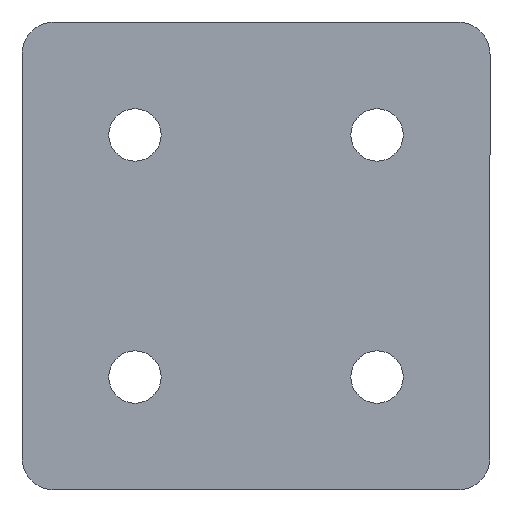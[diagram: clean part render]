
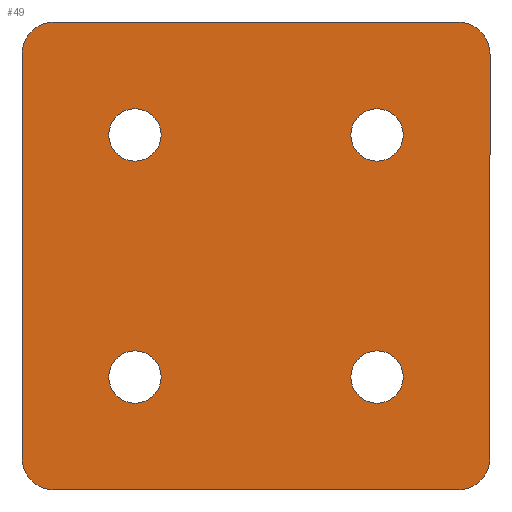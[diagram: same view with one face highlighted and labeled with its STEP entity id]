
A CAD part, front view. The second image highlights one B-rep face of the part: STEP entity #49.
In plain terms, the highlighted planar face has unit normal (0, -1, 0).
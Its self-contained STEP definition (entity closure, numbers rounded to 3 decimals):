
#2 = DIRECTION ( 'NONE',  ( 0., 1., 0. ) ) ;
#10 = DIRECTION ( 'NONE',  ( 0., 0., -1. ) ) ;
#25 = AXIS2_PLACEMENT_3D ( 'NONE', #473, #378, #573 ) ;
#31 = EDGE_CURVE ( 'NONE', #262, #286, #494, .T. ) ;
#34 = AXIS2_PLACEMENT_3D ( 'NONE', #374, #568, #230 ) ;
#37 = ORIENTED_EDGE ( 'NONE', *, *, #390, .T. ) ;
#41 = DIRECTION ( 'NONE',  ( 0., 0., 1. ) ) ;
#45 = ORIENTED_EDGE ( 'NONE', *, *, #358, .T. ) ;
#48 = VERTEX_POINT ( 'NONE', #576 ) ;
#49 = ADVANCED_FACE ( 'NONE', ( #55, #161, #454, #199, #355 ), #112, .T. ) ;
#55 = FACE_BOUND ( 'NONE', #506, .T. ) ;
#56 = VERTEX_POINT ( 'NONE', #249 ) ;
#66 = ORIENTED_EDGE ( 'NONE', *, *, #519, .F. ) ;
#72 = CIRCLE ( 'NONE', #150, 1.625 ) ;
#85 = AXIS2_PLACEMENT_3D ( 'NONE', #372, #603, #10 ) ;
#91 = DIRECTION ( 'NONE',  ( 0., 1., 0. ) ) ;
#92 = EDGE_CURVE ( 'NONE', #106, #159, #354, .T. ) ;
#96 = LINE ( 'NONE', #527, #215 ) ;
#97 = VERTEX_POINT ( 'NONE', #444 ) ;
#106 = VERTEX_POINT ( 'NONE', #551 ) ;
#111 = CARTESIAN_POINT ( 'NONE',  ( 14.5, 0., 22. ) ) ;
#112 = PLANE ( 'NONE',  #466 ) ;
#123 = CARTESIAN_POINT ( 'NONE',  ( 14.5, 0., -5. ) ) ;
#127 = AXIS2_PLACEMENT_3D ( 'NONE', #166, #203, #210 ) ;
#128 = CARTESIAN_POINT ( 'NONE',  ( 12.5, 0., -5. ) ) ;
#138 = CIRCLE ( 'NONE', #127, 2. ) ;
#145 = DIRECTION ( 'NONE',  ( 0., 0., -1. ) ) ;
#148 = CARTESIAN_POINT ( 'NONE',  ( -7.5, 0., 0. ) ) ;
#150 = AXIS2_PLACEMENT_3D ( 'NONE', #539, #2, #205 ) ;
#154 = DIRECTION ( 'NONE',  ( 0., 0., 1. ) ) ;
#155 = CARTESIAN_POINT ( 'NONE',  ( -7.5, 0., -1.625 ) ) ;
#156 = CARTESIAN_POINT ( 'NONE',  ( 14.5, 0., 20. ) ) ;
#159 = VERTEX_POINT ( 'NONE', #155 ) ;
#161 = FACE_BOUND ( 'NONE', #484, .T. ) ;
#163 = CIRCLE ( 'NONE', #511, 2. ) ;
#166 = CARTESIAN_POINT ( 'NONE',  ( 12.5, 0., 20. ) ) ;
#169 = CARTESIAN_POINT ( 'NONE',  ( 7.5, 0., 0. ) ) ;
#171 = CARTESIAN_POINT ( 'NONE',  ( -12.5, 0., 22. ) ) ;
#178 = ORIENTED_EDGE ( 'NONE', *, *, #31, .T. ) ;
#184 = AXIS2_PLACEMENT_3D ( 'NONE', #375, #91, #377 ) ;
#199 = FACE_BOUND ( 'NONE', #436, .T. ) ;
#203 = DIRECTION ( 'NONE',  ( 0., -1., 0. ) ) ;
#205 = DIRECTION ( 'NONE',  ( 0., 0., 1. ) ) ;
#210 = DIRECTION ( 'NONE',  ( 0., 0., -1. ) ) ;
#215 = VECTOR ( 'NONE', #328, 1000. ) ;
#218 = EDGE_CURVE ( 'NONE', #305, #600, #317, .T. ) ;
#224 = AXIS2_PLACEMENT_3D ( 'NONE', #169, #257, #311 ) ;
#227 = AXIS2_PLACEMENT_3D ( 'NONE', #263, #496, #403 ) ;
#230 = DIRECTION ( 'NONE',  ( 0., 0., 1. ) ) ;
#234 = CARTESIAN_POINT ( 'NONE',  ( 14.5, 0., -7. ) ) ;
#240 = VECTOR ( 'NONE', #370, 1000. ) ;
#242 = DIRECTION ( 'NONE',  ( 0., 1., 0. ) ) ;
#249 = CARTESIAN_POINT ( 'NONE',  ( 7.5, 0., 1.625 ) ) ;
#257 = DIRECTION ( 'NONE',  ( 0., 1., 0. ) ) ;
#262 = VERTEX_POINT ( 'NONE', #362 ) ;
#263 = CARTESIAN_POINT ( 'NONE',  ( -7.5, 0., 0. ) ) ;
#264 = VERTEX_POINT ( 'NONE', #123 ) ;
#270 = ORIENTED_EDGE ( 'NONE', *, *, #609, .T. ) ;
#280 = CARTESIAN_POINT ( 'NONE',  ( 12.5, 0., -7. ) ) ;
#286 = VERTEX_POINT ( 'NONE', #418 ) ;
#288 = CARTESIAN_POINT ( 'NONE',  ( -12.5, 0., -5. ) ) ;
#290 = CARTESIAN_POINT ( 'NONE',  ( -14.5, 0., 20. ) ) ;
#291 = ORIENTED_EDGE ( 'NONE', *, *, #458, .T. ) ;
#292 = EDGE_CURVE ( 'NONE', #305, #536, #585, .T. ) ;
#300 = EDGE_CURVE ( 'NONE', #490, #264, #163, .T. ) ;
#305 = VERTEX_POINT ( 'NONE', #171 ) ;
#307 = DIRECTION ( 'NONE',  ( 0., -1., 0. ) ) ;
#311 = DIRECTION ( 'NONE',  ( 0., 0., 1. ) ) ;
#312 = ORIENTED_EDGE ( 'NONE', *, *, #300, .T. ) ;
#317 = LINE ( 'NONE', #501, #240 ) ;
#323 = CIRCLE ( 'NONE', #34, 1.625 ) ;
#324 = CIRCLE ( 'NONE', #492, 1.625 ) ;
#327 = EDGE_CURVE ( 'NONE', #528, #48, #323, .T. ) ;
#328 = DIRECTION ( 'NONE',  ( 0., 0., 1. ) ) ;
#329 = CARTESIAN_POINT ( 'NONE',  ( 7.5, 0., 0. ) ) ;
#333 = VECTOR ( 'NONE', #424, 1000. ) ;
#336 = CARTESIAN_POINT ( 'NONE',  ( -12.5, 0., -7. ) ) ;
#337 = ORIENTED_EDGE ( 'NONE', *, *, #631, .T. ) ;
#341 = CIRCLE ( 'NONE', #351, 2. ) ;
#347 = DIRECTION ( 'NONE',  ( 0., 1., 0. ) ) ;
#351 = AXIS2_PLACEMENT_3D ( 'NONE', #288, #482, #145 ) ;
#354 = CIRCLE ( 'NONE', #227, 1.625 ) ;
#355 = FACE_OUTER_BOUND ( 'NONE', #634, .T. ) ;
#357 = ORIENTED_EDGE ( 'NONE', *, *, #327, .T. ) ;
#358 = EDGE_CURVE ( 'NONE', #48, #528, #72, .T. ) ;
#362 = CARTESIAN_POINT ( 'NONE',  ( -7.5, 0., 13.375 ) ) ;
#370 = DIRECTION ( 'NONE',  ( 1., 0., 0. ) ) ;
#372 = CARTESIAN_POINT ( 'NONE',  ( -12.5, 0., 20. ) ) ;
#374 = CARTESIAN_POINT ( 'NONE',  ( 7.5, 0., 15. ) ) ;
#375 = CARTESIAN_POINT ( 'NONE',  ( -7.5, 0., 15. ) ) ;
#377 = DIRECTION ( 'NONE',  ( 0., 0., 1. ) ) ;
#378 = DIRECTION ( 'NONE',  ( 0., 1., 0. ) ) ;
#386 = CARTESIAN_POINT ( 'NONE',  ( 12.5, 0., 22. ) ) ;
#390 = EDGE_CURVE ( 'NONE', #97, #56, #555, .T. ) ;
#391 = CIRCLE ( 'NONE', #184, 1.625 ) ;
#393 = ORIENTED_EDGE ( 'NONE', *, *, #503, .T. ) ;
#395 = LINE ( 'NONE', #111, #533 ) ;
#403 = DIRECTION ( 'NONE',  ( 0., 0., 1. ) ) ;
#407 = DIRECTION ( 'NONE',  ( 0., -1., 0. ) ) ;
#410 = VERTEX_POINT ( 'NONE', #156 ) ;
#418 = CARTESIAN_POINT ( 'NONE',  ( -7.5, 0., 16.625 ) ) ;
#424 = DIRECTION ( 'NONE',  ( -1., 0., 0. ) ) ;
#434 = ORIENTED_EDGE ( 'NONE', *, *, #571, .T. ) ;
#436 = EDGE_LOOP ( 'NONE', ( #531, #270 ) ) ;
#444 = CARTESIAN_POINT ( 'NONE',  ( 7.5, 0., -1.625 ) ) ;
#454 = FACE_BOUND ( 'NONE', #602, .T. ) ;
#458 = EDGE_CURVE ( 'NONE', #56, #97, #586, .T. ) ;
#465 = AXIS2_PLACEMENT_3D ( 'NONE', #329, #242, #41 ) ;
#466 = AXIS2_PLACEMENT_3D ( 'NONE', #547, #307, #635 ) ;
#468 = VERTEX_POINT ( 'NONE', #336 ) ;
#473 = CARTESIAN_POINT ( 'NONE',  ( -7.5, 0., 15. ) ) ;
#482 = DIRECTION ( 'NONE',  ( 0., -1., 0. ) ) ;
#484 = EDGE_LOOP ( 'NONE', ( #434, #178 ) ) ;
#490 = VERTEX_POINT ( 'NONE', #280 ) ;
#492 = AXIS2_PLACEMENT_3D ( 'NONE', #148, #347, #154 ) ;
#494 = CIRCLE ( 'NONE', #25, 1.625 ) ;
#495 = EDGE_CURVE ( 'NONE', #490, #468, #582, .T. ) ;
#496 = DIRECTION ( 'NONE',  ( 0., 1., 0. ) ) ;
#501 = CARTESIAN_POINT ( 'NONE',  ( -14.5, 0., 22. ) ) ;
#503 = EDGE_CURVE ( 'NONE', #562, #468, #341, .T. ) ;
#506 = EDGE_LOOP ( 'NONE', ( #45, #357 ) ) ;
#509 = ORIENTED_EDGE ( 'NONE', *, *, #638, .F. ) ;
#511 = AXIS2_PLACEMENT_3D ( 'NONE', #128, #407, #601 ) ;
#519 = EDGE_CURVE ( 'NONE', #562, #536, #96, .T. ) ;
#527 = CARTESIAN_POINT ( 'NONE',  ( -14.5, 0., -7. ) ) ;
#528 = VERTEX_POINT ( 'NONE', #618 ) ;
#531 = ORIENTED_EDGE ( 'NONE', *, *, #92, .T. ) ;
#533 = VECTOR ( 'NONE', #590, 1000. ) ;
#536 = VERTEX_POINT ( 'NONE', #290 ) ;
#539 = CARTESIAN_POINT ( 'NONE',  ( 7.5, 0., 15. ) ) ;
#547 = CARTESIAN_POINT ( 'NONE',  ( 0., 0., 0. ) ) ;
#551 = CARTESIAN_POINT ( 'NONE',  ( -7.5, 0., 1.625 ) ) ;
#555 = CIRCLE ( 'NONE', #224, 1.625 ) ;
#558 = ORIENTED_EDGE ( 'NONE', *, *, #495, .F. ) ;
#562 = VERTEX_POINT ( 'NONE', #621 ) ;
#568 = DIRECTION ( 'NONE',  ( 0., 1., 0. ) ) ;
#571 = EDGE_CURVE ( 'NONE', #286, #262, #391, .T. ) ;
#573 = DIRECTION ( 'NONE',  ( 0., 0., 1. ) ) ;
#574 = ORIENTED_EDGE ( 'NONE', *, *, #218, .F. ) ;
#576 = CARTESIAN_POINT ( 'NONE',  ( 7.5, 0., 16.625 ) ) ;
#582 = LINE ( 'NONE', #234, #333 ) ;
#585 = CIRCLE ( 'NONE', #85, 2. ) ;
#586 = CIRCLE ( 'NONE', #465, 1.625 ) ;
#589 = ORIENTED_EDGE ( 'NONE', *, *, #292, .T. ) ;
#590 = DIRECTION ( 'NONE',  ( 0., 0., -1. ) ) ;
#600 = VERTEX_POINT ( 'NONE', #386 ) ;
#601 = DIRECTION ( 'NONE',  ( 0., 0., -1. ) ) ;
#602 = EDGE_LOOP ( 'NONE', ( #291, #37 ) ) ;
#603 = DIRECTION ( 'NONE',  ( 0., -1., 0. ) ) ;
#609 = EDGE_CURVE ( 'NONE', #159, #106, #324, .T. ) ;
#618 = CARTESIAN_POINT ( 'NONE',  ( 7.5, 0., 13.375 ) ) ;
#621 = CARTESIAN_POINT ( 'NONE',  ( -14.5, 0., -5. ) ) ;
#631 = EDGE_CURVE ( 'NONE', #410, #600, #138, .T. ) ;
#634 = EDGE_LOOP ( 'NONE', ( #509, #337, #574, #589, #66, #393, #558, #312 ) ) ;
#635 = DIRECTION ( 'NONE',  ( 0., 0., -1. ) ) ;
#638 = EDGE_CURVE ( 'NONE', #410, #264, #395, .T. ) ;
